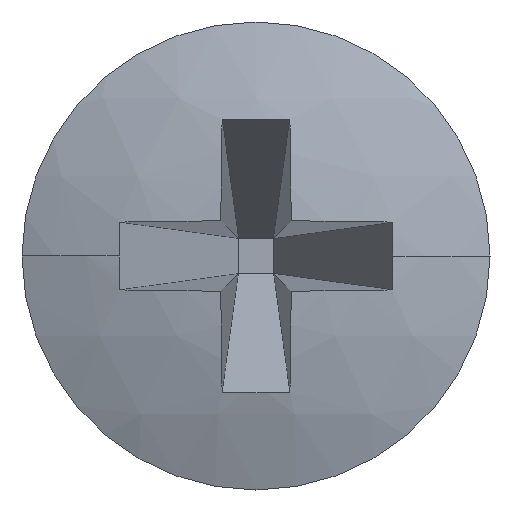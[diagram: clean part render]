
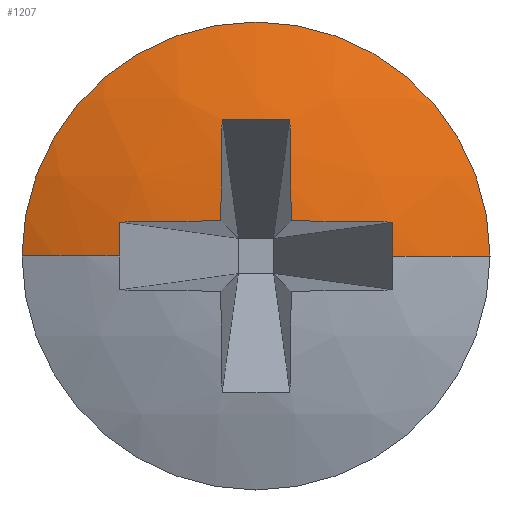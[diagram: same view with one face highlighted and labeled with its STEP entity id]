
A CAD part, left-side view. The second image highlights one B-rep face of the part: STEP entity #1207.
In plain terms, the highlighted spherical face has radius 7.4 mm.
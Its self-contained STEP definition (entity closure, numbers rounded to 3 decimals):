
#2 = DIRECTION ( 'NONE',  ( 0.996, -0.089, 0. ) ) ;
#19 = DIRECTION ( 'NONE',  ( 0., 0., -1. ) ) ;
#50 = CARTESIAN_POINT ( 'NONE',  ( 0.53, 0., 0. ) ) ;
#106 = CARTESIAN_POINT ( 'NONE',  ( 7.4, 0., 0. ) ) ;
#136 = CIRCLE ( 'NONE', #338, 7.4 ) ;
#146 = DIRECTION ( 'NONE',  ( -0.544, -0.839, 0. ) ) ;
#183 = DIRECTION ( 'NONE',  ( -1., 0., 0. ) ) ;
#191 = DIRECTION ( 'NONE',  ( 0., 0., 1. ) ) ;
#225 = EDGE_CURVE ( 'NONE', #857, #1013, #1477, .T. ) ;
#254 = CARTESIAN_POINT ( 'NONE',  ( 0.176, -1.606, 0. ) ) ;
#280 = SPHERICAL_SURFACE ( 'NONE', #887, 7.4 ) ;
#313 = ORIENTED_EDGE ( 'NONE', *, *, #789, .T. ) ;
#318 = AXIS2_PLACEMENT_3D ( 'NONE', #1465, #183, #191 ) ;
#321 = CIRCLE ( 'NONE', #1661, 7.396 ) ;
#326 = ORIENTED_EDGE ( 'NONE', *, *, #1132, .T. ) ;
#332 = ORIENTED_EDGE ( 'NONE', *, *, #1265, .T. ) ;
#338 = AXIS2_PLACEMENT_3D ( 'NONE', #1606, #19, #588 ) ;
#353 = CARTESIAN_POINT ( 'NONE',  ( 0.53, -2.75, 0. ) ) ;
#374 = CARTESIAN_POINT ( 'NONE',  ( 7.378, 0., -0.242 ) ) ;
#397 = FACE_OUTER_BOUND ( 'NONE', #997, .T. ) ;
#428 = VERTEX_POINT ( 'NONE', #1028 ) ;
#451 = CARTESIAN_POINT ( 'NONE',  ( 0.53, 0., 2.75 ) ) ;
#480 = CIRCLE ( 'NONE', #1536, 7.4 ) ;
#523 = CIRCLE ( 'NONE', #1364, 6.933 ) ;
#526 = DIRECTION ( 'NONE',  ( 0.089, -0.996, 0. ) ) ;
#548 = CARTESIAN_POINT ( 'NONE',  ( 0.53, 2.75, 0. ) ) ;
#588 = DIRECTION ( 'NONE',  ( -1., 0., 0. ) ) ;
#609 = EDGE_CURVE ( 'NONE', #428, #985, #1852, .T. ) ;
#616 = DIRECTION ( 'NONE',  ( -1., 0., 0. ) ) ;
#671 = EDGE_CURVE ( 'NONE', #1154, #1013, #523, .T. ) ;
#688 = CIRCLE ( 'NONE', #1199, 6.933 ) ;
#708 = CARTESIAN_POINT ( 'NONE',  ( 0.186, -1.599, 0.398 ) ) ;
#789 = EDGE_CURVE ( 'NONE', #802, #1168, #480, .T. ) ;
#802 = VERTEX_POINT ( 'NONE', #548 ) ;
#845 = DIRECTION ( 'NONE',  ( 0.089, 0.996, 0. ) ) ;
#857 = VERTEX_POINT ( 'NONE', #980 ) ;
#871 = CARTESIAN_POINT ( 'NONE',  ( 0.186, -0.398, 1.599 ) ) ;
#887 = AXIS2_PLACEMENT_3D ( 'NONE', #106, #954, #1831 ) ;
#911 = CIRCLE ( 'NONE', #318, 2.75 ) ;
#924 = DIRECTION ( 'NONE',  ( 0.839, 0., -0.544 ) ) ;
#954 = DIRECTION ( 'NONE',  ( 0., 0., 1. ) ) ;
#980 = CARTESIAN_POINT ( 'NONE',  ( 0.023, -0.413, 0.413 ) ) ;
#985 = VERTEX_POINT ( 'NONE', #1014 ) ;
#997 = EDGE_LOOP ( 'NONE', ( #326, #1425, #313, #1626, #1229, #1025, #1247, #332, #1614, #1091, #1324 ) ) ;
#1000 = AXIS2_PLACEMENT_3D ( 'NONE', #50, #616, #1189 ) ;
#1002 = VERTEX_POINT ( 'NONE', #871 ) ;
#1013 = VERTEX_POINT ( 'NONE', #708 ) ;
#1014 = CARTESIAN_POINT ( 'NONE',  ( 0.023, 0.413, 0.413 ) ) ;
#1025 = ORIENTED_EDGE ( 'NONE', *, *, #1336, .T. ) ;
#1028 = CARTESIAN_POINT ( 'NONE',  ( 0.186, 1.599, 0.398 ) ) ;
#1039 = CIRCLE ( 'NONE', #1785, 7.396 ) ;
#1064 = CIRCLE ( 'NONE', #1000, 2.75 ) ;
#1074 = EDGE_CURVE ( 'NONE', #1002, #1679, #1424, .T. ) ;
#1091 = ORIENTED_EDGE ( 'NONE', *, *, #671, .F. ) ;
#1109 = DIRECTION ( 'NONE',  ( 0.839, 0.544, 0. ) ) ;
#1115 = DIRECTION ( 'NONE',  ( 0.089, 0., 0.996 ) ) ;
#1132 = EDGE_CURVE ( 'NONE', #1458, #1716, #1064, .T. ) ;
#1154 = VERTEX_POINT ( 'NONE', #254 ) ;
#1168 = VERTEX_POINT ( 'NONE', #1267 ) ;
#1189 = DIRECTION ( 'NONE',  ( 0., 0., 1. ) ) ;
#1199 = AXIS2_PLACEMENT_3D ( 'NONE', #1277, #146, #1430 ) ;
#1207 = ADVANCED_FACE ( 'NONE', ( #397 ), #280, .T. ) ;
#1225 = AXIS2_PLACEMENT_3D ( 'NONE', #374, #1115, #1811 ) ;
#1229 = ORIENTED_EDGE ( 'NONE', *, *, #609, .T. ) ;
#1242 = AXIS2_PLACEMENT_3D ( 'NONE', #1501, #1793, #924 ) ;
#1247 = ORIENTED_EDGE ( 'NONE', *, *, #1074, .F. ) ;
#1265 = EDGE_CURVE ( 'NONE', #1002, #857, #321, .T. ) ;
#1267 = CARTESIAN_POINT ( 'NONE',  ( 0.176, 1.606, 0. ) ) ;
#1277 = CARTESIAN_POINT ( 'NONE',  ( 5.992, -2.169, 0. ) ) ;
#1283 = CARTESIAN_POINT ( 'NONE',  ( 7.378, -0.242, 0. ) ) ;
#1324 = ORIENTED_EDGE ( 'NONE', *, *, #1734, .F. ) ;
#1336 = EDGE_CURVE ( 'NONE', #985, #1679, #1039, .T. ) ;
#1364 = AXIS2_PLACEMENT_3D ( 'NONE', #1397, #1411, #1109 ) ;
#1368 = DIRECTION ( 'NONE',  ( 0., -1., 0. ) ) ;
#1397 = CARTESIAN_POINT ( 'NONE',  ( 5.992, 2.169, 0. ) ) ;
#1411 = DIRECTION ( 'NONE',  ( -0.544, 0.839, 0. ) ) ;
#1424 = CIRCLE ( 'NONE', #1242, 6.933 ) ;
#1425 = ORIENTED_EDGE ( 'NONE', *, *, #1857, .T. ) ;
#1430 = DIRECTION ( 'NONE',  ( -0.839, 0.544, 0. ) ) ;
#1458 = VERTEX_POINT ( 'NONE', #353 ) ;
#1463 = CARTESIAN_POINT ( 'NONE',  ( 0.186, 0.398, 1.599 ) ) ;
#1465 = CARTESIAN_POINT ( 'NONE',  ( 0.53, 0., 0. ) ) ;
#1477 = CIRCLE ( 'NONE', #1225, 7.396 ) ;
#1501 = CARTESIAN_POINT ( 'NONE',  ( 5.992, 0., -2.169 ) ) ;
#1536 = AXIS2_PLACEMENT_3D ( 'NONE', #1808, #1683, #1368 ) ;
#1544 = EDGE_CURVE ( 'NONE', #428, #1168, #688, .T. ) ;
#1606 = CARTESIAN_POINT ( 'NONE',  ( 7.4, 0., 0. ) ) ;
#1614 = ORIENTED_EDGE ( 'NONE', *, *, #225, .T. ) ;
#1626 = ORIENTED_EDGE ( 'NONE', *, *, #1544, .F. ) ;
#1650 = DIRECTION ( 'NONE',  ( -0.996, 0., 0.089 ) ) ;
#1661 = AXIS2_PLACEMENT_3D ( 'NONE', #1821, #526, #1677 ) ;
#1677 = DIRECTION ( 'NONE',  ( -0.996, -0.089, 0. ) ) ;
#1679 = VERTEX_POINT ( 'NONE', #1463 ) ;
#1683 = DIRECTION ( 'NONE',  ( 0., 0., 1. ) ) ;
#1716 = VERTEX_POINT ( 'NONE', #451 ) ;
#1734 = EDGE_CURVE ( 'NONE', #1458, #1154, #136, .T. ) ;
#1769 = AXIS2_PLACEMENT_3D ( 'NONE', #1778, #1804, #1650 ) ;
#1778 = CARTESIAN_POINT ( 'NONE',  ( 7.378, 0., -0.242 ) ) ;
#1785 = AXIS2_PLACEMENT_3D ( 'NONE', #1283, #845, #2 ) ;
#1793 = DIRECTION ( 'NONE',  ( -0.544, 0., -0.839 ) ) ;
#1804 = DIRECTION ( 'NONE',  ( 0.089, 0., 0.996 ) ) ;
#1808 = CARTESIAN_POINT ( 'NONE',  ( 7.4, 0., 0. ) ) ;
#1811 = DIRECTION ( 'NONE',  ( -0.996, 0., 0.089 ) ) ;
#1821 = CARTESIAN_POINT ( 'NONE',  ( 7.378, 0.242, 0. ) ) ;
#1831 = DIRECTION ( 'NONE',  ( 0., -1., 0. ) ) ;
#1852 = CIRCLE ( 'NONE', #1769, 7.396 ) ;
#1857 = EDGE_CURVE ( 'NONE', #1716, #802, #911, .T. ) ;
